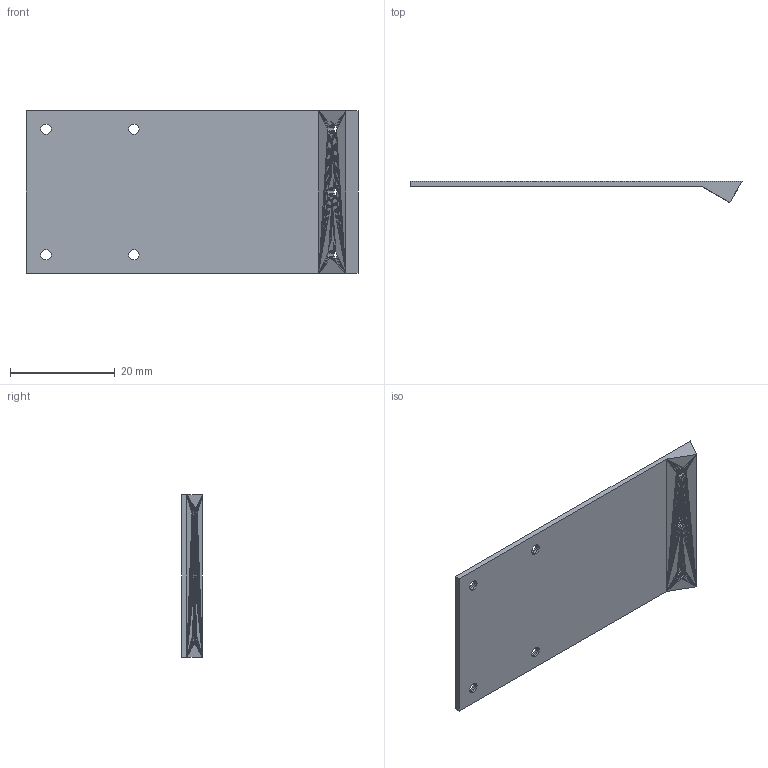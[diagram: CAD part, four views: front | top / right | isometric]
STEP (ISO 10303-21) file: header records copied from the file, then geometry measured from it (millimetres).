
FILE_DESCRIPTION(('FreeCAD Model'),'2;1');
FILE_NAME('Open CASCADE Shape Model','2024-02-27T23:29:41',(''),(''), 'Open CASCADE STEP processor 7.6','FreeCAD','Unknown');
FILE_SCHEMA(('AUTOMOTIVE_DESIGN { 1 0 10303 214 1 1 1 1 }'));
Length unit declared in the file: millimetre
Products named in the file (1): SideWallFrontThin001 (Solid)001
Bounding box: 63.5 x 4 x 31 mm (x, y, z)
Volume: 2242.4 mm3; surface area: 4246.1 mm2
Topology: 1 solids, 2 shells, 327 faces, 676 edges, 346 vertices
Faces by surface type: plane 327
Entity records: 16888 total; most frequent: CARTESIAN_POINT 2703, DIRECTION 2685, LINE 2029, VECTOR 2029, ORIENTED_EDGE 1352, PCURVE 1352, DEFINITIONAL_REPRESENTATION 1352, EDGE_CURVE 677
